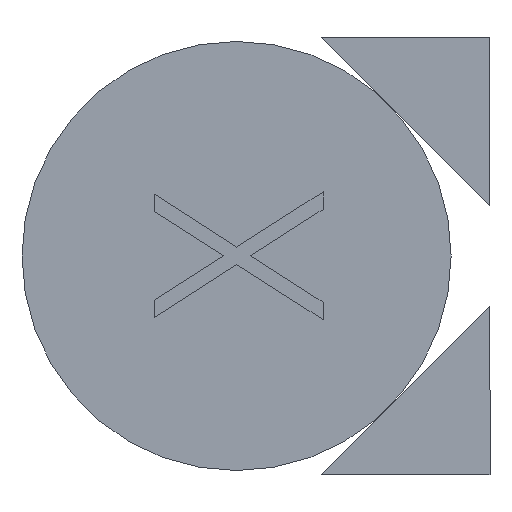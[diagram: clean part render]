
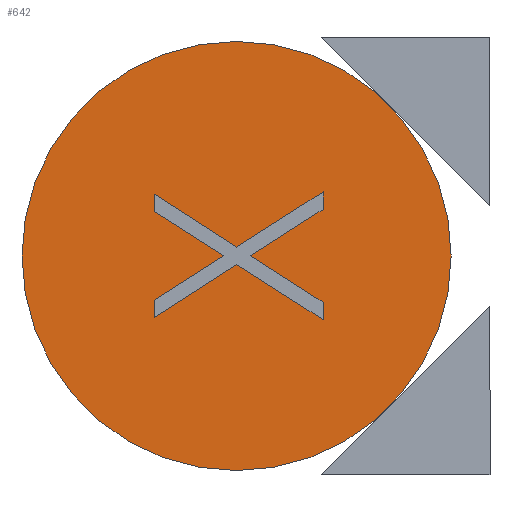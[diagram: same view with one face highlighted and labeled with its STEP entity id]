
A CAD part, left-side view. The second image highlights one B-rep face of the part: STEP entity #642.
In plain terms, the highlighted planar face has unit normal (-1, 0, 0).
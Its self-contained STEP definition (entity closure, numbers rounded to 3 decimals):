
#2 = LINE ( 'NONE', #170, #35 ) ;
#26 = ORIENTED_EDGE ( 'NONE', *, *, #329, .T. ) ;
#27 = EDGE_CURVE ( 'NONE', #542, #279, #570, .T. ) ;
#35 = VECTOR ( 'NONE', #287, 1000. ) ;
#36 = LINE ( 'NONE', #691, #109 ) ;
#44 = DIRECTION ( 'NONE',  ( 0., 0., 1. ) ) ;
#50 = EDGE_CURVE ( 'NONE', #630, #444, #36, .T. ) ;
#57 = DIRECTION ( 'NONE',  ( 0., 0., -1. ) ) ;
#64 = CARTESIAN_POINT ( 'NONE',  ( -6., -2.559, 1.898 ) ) ;
#66 = CARTESIAN_POINT ( 'NONE',  ( -6., -2.559, -1.884 ) ) ;
#69 = LINE ( 'NONE', #663, #238 ) ;
#78 = VERTEX_POINT ( 'NONE', #151 ) ;
#92 = CARTESIAN_POINT ( 'NONE',  ( -6., 2.441, -1.302 ) ) ;
#94 = EDGE_CURVE ( 'NONE', #198, #404, #130, .T. ) ;
#98 = VERTEX_POINT ( 'NONE', #284 ) ;
#109 = VECTOR ( 'NONE', #544, 1000. ) ;
#110 = DIRECTION ( 'NONE',  ( 1., 0., 0. ) ) ;
#114 = CARTESIAN_POINT ( 'NONE',  ( -6., -2.559, -1.366 ) ) ;
#126 = LINE ( 'NONE', #306, #759 ) ;
#129 = LINE ( 'NONE', #114, #402 ) ;
#130 = LINE ( 'NONE', #491, #522 ) ;
#133 = EDGE_CURVE ( 'NONE', #404, #342, #339, .T. ) ;
#144 = VERTEX_POINT ( 'NONE', #555 ) ;
#151 = CARTESIAN_POINT ( 'NONE',  ( -6., -2.559, 1.38 ) ) ;
#159 = EDGE_CURVE ( 'NONE', #78, #679, #726, .T. ) ;
#170 = CARTESIAN_POINT ( 'NONE',  ( -6., -2.559, 1.898 ) ) ;
#177 = VECTOR ( 'NONE', #495, 1000. ) ;
#183 = CARTESIAN_POINT ( 'NONE',  ( -6., 0., 0. ) ) ;
#197 = EDGE_LOOP ( 'NONE', ( #262, #504, #333, #579, #688, #489, #450, #768, #271, #690, #561, #388 ) ) ;
#198 = VERTEX_POINT ( 'NONE', #560 ) ;
#201 = EDGE_CURVE ( 'NONE', #342, #78, #2, .T. ) ;
#212 = CARTESIAN_POINT ( 'NONE',  ( -6., 0.396, 0.007 ) ) ;
#219 = DIRECTION ( 'NONE',  ( 0., 0.842, 0.539 ) ) ;
#222 = VERTEX_POINT ( 'NONE', #551 ) ;
#232 = DIRECTION ( 'NONE',  ( 0., 0., -1. ) ) ;
#238 = VECTOR ( 'NONE', #44, 1000. ) ;
#258 = EDGE_CURVE ( 'NONE', #444, #98, #512, .T. ) ;
#262 = ORIENTED_EDGE ( 'NONE', *, *, #50, .T. ) ;
#264 = EDGE_LOOP ( 'NONE', ( #26, #670 ) ) ;
#265 = AXIS2_PLACEMENT_3D ( 'NONE', #183, #615, #618 ) ;
#270 = CARTESIAN_POINT ( 'NONE',  ( -6., 0., 6.35 ) ) ;
#271 = ORIENTED_EDGE ( 'NONE', *, *, #159, .T. ) ;
#279 = VERTEX_POINT ( 'NONE', #374 ) ;
#282 = DIRECTION ( 'NONE',  ( 0., -0.842, 0.539 ) ) ;
#284 = CARTESIAN_POINT ( 'NONE',  ( -6., 2.441, -1.302 ) ) ;
#287 = DIRECTION ( 'NONE',  ( 0., 0., -1. ) ) ;
#291 = LINE ( 'NONE', #92, #440 ) ;
#306 = CARTESIAN_POINT ( 'NONE',  ( -6., -0.413, 0.007 ) ) ;
#314 = DIRECTION ( 'NONE',  ( 0., 0.842, 0.539 ) ) ;
#329 = EDGE_CURVE ( 'NONE', #474, #613, #519, .T. ) ;
#333 = ORIENTED_EDGE ( 'NONE', *, *, #453, .T. ) ;
#339 = LINE ( 'NONE', #609, #177 ) ;
#342 = VERTEX_POINT ( 'NONE', #64 ) ;
#344 = EDGE_CURVE ( 'NONE', #222, #144, #129, .T. ) ;
#349 = DIRECTION ( 'NONE',  ( 0., 0., 1. ) ) ;
#358 = DIRECTION ( 'NONE',  ( 0., -0.842, -0.539 ) ) ;
#374 = CARTESIAN_POINT ( 'NONE',  ( -6., 2.441, 1.316 ) ) ;
#381 = DIRECTION ( 'NONE',  ( 0., -0.842, -0.539 ) ) ;
#384 = CARTESIAN_POINT ( 'NONE',  ( -6., -0.008, 0.266 ) ) ;
#388 = ORIENTED_EDGE ( 'NONE', *, *, #417, .T. ) ;
#391 = AXIS2_PLACEMENT_3D ( 'NONE', #774, #110, #232 ) ;
#397 = VECTOR ( 'NONE', #219, 1000. ) ;
#402 = VECTOR ( 'NONE', #57, 1000. ) ;
#404 = VERTEX_POINT ( 'NONE', #384 ) ;
#411 = VECTOR ( 'NONE', #414, 1000. ) ;
#412 = CARTESIAN_POINT ( 'NONE',  ( -6., 2.441, -1.82 ) ) ;
#414 = DIRECTION ( 'NONE',  ( 0., 0.842, -0.539 ) ) ;
#417 = EDGE_CURVE ( 'NONE', #144, #630, #752, .T. ) ;
#440 = VECTOR ( 'NONE', #282, 1000. ) ;
#444 = VERTEX_POINT ( 'NONE', #412 ) ;
#450 = ORIENTED_EDGE ( 'NONE', *, *, #133, .T. ) ;
#453 = EDGE_CURVE ( 'NONE', #98, #542, #291, .T. ) ;
#464 = CARTESIAN_POINT ( 'NONE',  ( -6., 0.396, 0.007 ) ) ;
#474 = VERTEX_POINT ( 'NONE', #270 ) ;
#489 = ORIENTED_EDGE ( 'NONE', *, *, #94, .T. ) ;
#491 = CARTESIAN_POINT ( 'NONE',  ( -6., 2.441, 1.834 ) ) ;
#492 = DIRECTION ( 'NONE',  ( -1., 0., 0. ) ) ;
#495 = DIRECTION ( 'NONE',  ( 0., -0.842, 0.539 ) ) ;
#496 = CIRCLE ( 'NONE', #636, 6.35 ) ;
#497 = CARTESIAN_POINT ( 'NONE',  ( -6., 0., -6.35 ) ) ;
#499 = VECTOR ( 'NONE', #314, 1000. ) ;
#504 = ORIENTED_EDGE ( 'NONE', *, *, #258, .T. ) ;
#512 = LINE ( 'NONE', #717, #762 ) ;
#519 = CIRCLE ( 'NONE', #265, 6.35 ) ;
#522 = VECTOR ( 'NONE', #358, 1000. ) ;
#530 = FACE_BOUND ( 'NONE', #197, .T. ) ;
#542 = VERTEX_POINT ( 'NONE', #464 ) ;
#544 = DIRECTION ( 'NONE',  ( 0., 0.842, -0.539 ) ) ;
#551 = CARTESIAN_POINT ( 'NONE',  ( -6., -2.559, -1.366 ) ) ;
#553 = PLANE ( 'NONE',  #391 ) ;
#555 = CARTESIAN_POINT ( 'NONE',  ( -6., -2.559, -1.884 ) ) ;
#560 = CARTESIAN_POINT ( 'NONE',  ( -6., 2.441, 1.834 ) ) ;
#561 = ORIENTED_EDGE ( 'NONE', *, *, #344, .T. ) ;
#570 = LINE ( 'NONE', #212, #397 ) ;
#574 = FACE_OUTER_BOUND ( 'NONE', #264, .T. ) ;
#579 = ORIENTED_EDGE ( 'NONE', *, *, #27, .T. ) ;
#602 = CARTESIAN_POINT ( 'NONE',  ( -6., -0.008, -0.252 ) ) ;
#608 = CARTESIAN_POINT ( 'NONE',  ( -6., -2.559, 1.38 ) ) ;
#609 = CARTESIAN_POINT ( 'NONE',  ( -6., -0.008, 0.266 ) ) ;
#613 = VERTEX_POINT ( 'NONE', #497 ) ;
#615 = DIRECTION ( 'NONE',  ( -1., 0., 0. ) ) ;
#618 = DIRECTION ( 'NONE',  ( 0., 0., 1. ) ) ;
#622 = EDGE_CURVE ( 'NONE', #279, #198, #69, .T. ) ;
#630 = VERTEX_POINT ( 'NONE', #602 ) ;
#632 = EDGE_CURVE ( 'NONE', #613, #474, #496, .T. ) ;
#636 = AXIS2_PLACEMENT_3D ( 'NONE', #708, #492, #349 ) ;
#642 = ADVANCED_FACE ( 'NONE', ( #574, #530 ), #553, .F. ) ;
#654 = CARTESIAN_POINT ( 'NONE',  ( -6., -0.413, 0.007 ) ) ;
#663 = CARTESIAN_POINT ( 'NONE',  ( -6., 2.441, 1.316 ) ) ;
#670 = ORIENTED_EDGE ( 'NONE', *, *, #632, .T. ) ;
#679 = VERTEX_POINT ( 'NONE', #654 ) ;
#688 = ORIENTED_EDGE ( 'NONE', *, *, #622, .T. ) ;
#690 = ORIENTED_EDGE ( 'NONE', *, *, #756, .T. ) ;
#691 = CARTESIAN_POINT ( 'NONE',  ( -6., -0.008, -0.252 ) ) ;
#708 = CARTESIAN_POINT ( 'NONE',  ( -6., 0., 0. ) ) ;
#717 = CARTESIAN_POINT ( 'NONE',  ( -6., 2.441, -1.82 ) ) ;
#726 = LINE ( 'NONE', #608, #411 ) ;
#752 = LINE ( 'NONE', #66, #499 ) ;
#756 = EDGE_CURVE ( 'NONE', #679, #222, #126, .T. ) ;
#759 = VECTOR ( 'NONE', #381, 1000. ) ;
#762 = VECTOR ( 'NONE', #782, 1000. ) ;
#768 = ORIENTED_EDGE ( 'NONE', *, *, #201, .T. ) ;
#774 = CARTESIAN_POINT ( 'NONE',  ( -6., 6.35, 0. ) ) ;
#782 = DIRECTION ( 'NONE',  ( 0., 0., 1. ) ) ;
